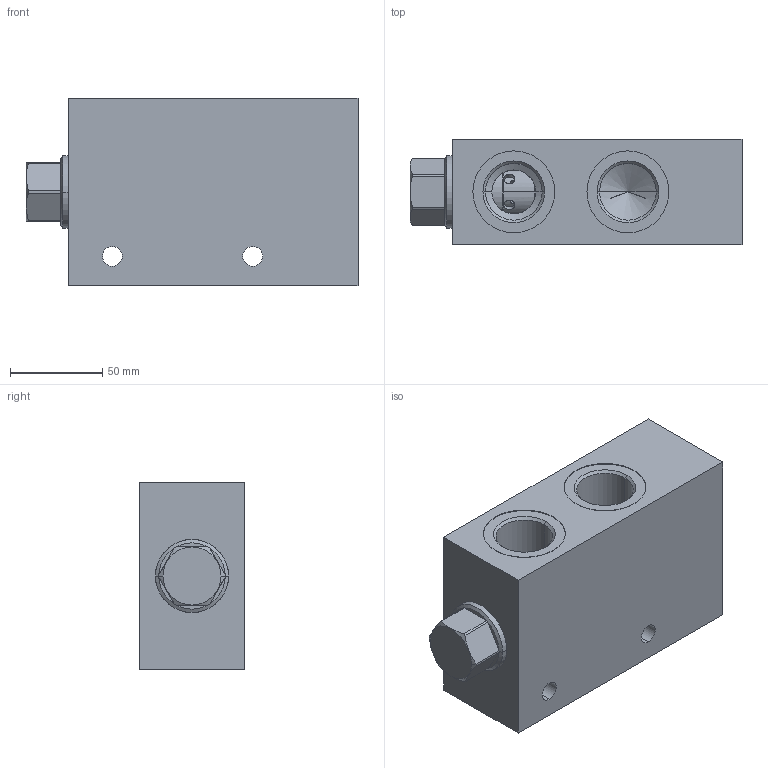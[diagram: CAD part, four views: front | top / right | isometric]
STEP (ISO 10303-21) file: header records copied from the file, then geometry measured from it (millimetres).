
FILE_DESCRIPTION((''),'2;1');
FILE_NAME('FSEAXAN-PMX_ASM','2020-04-17T',('ProEService'),(''),'PRO/ENGINEER BY PARAMETRIC TECHNOLOGY CORPORATION, 2014200','PRO/ENGINEER BY PARAMETRIC TECHNOLOGY CORPORATION, 2014200','');
FILE_SCHEMA(('CONFIG_CONTROL_DESIGN'));
Length unit declared in the file: inch
Products named in the file (3): 151-818-008; FSEAXAN; FSEAXAN-PMX_ASM
Assembly tree (2 placements, depth 2):
  FSEAXAN-PMX_ASM
    151-818-008
    FSEAXAN
Bounding box: 180.21 x 57.15 x 101.6 mm (x, y, z)
Volume: 821268.6 mm3; surface area: 134795.1 mm2
Topology: 8 solids, 8 shells, 971 faces, 2526 edges, 1704 vertices
Faces by surface type: cylinder 498, torus 199, plane 190, cone 68, revolution 16
Entity records: 41266 total; most frequent: CARTESIAN_POINT 17345, DIRECTION 5006, ORIENTED_EDGE 4674, EDGE_CURVE 2337, AXIS2_PLACEMENT_3D 2032, VERTEX_POINT 1453, EDGE_LOOP 1258, CIRCLE 1066
